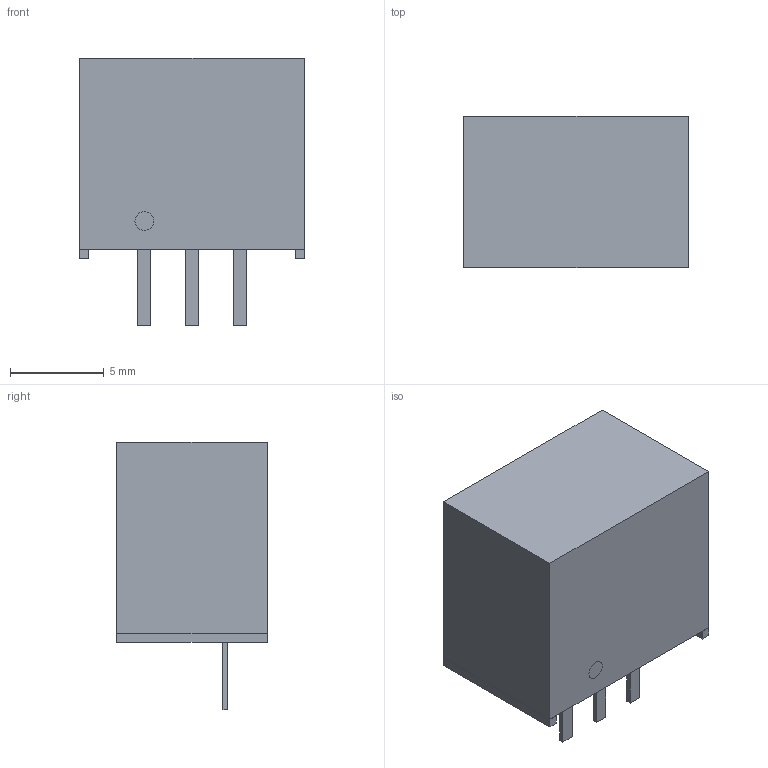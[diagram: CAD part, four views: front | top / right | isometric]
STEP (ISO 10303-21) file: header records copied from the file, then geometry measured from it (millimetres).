
FILE_DESCRIPTION(/* description */ (''),/* implementation_level */ '2;1');
FILE_NAME(/* name */ 'DCDC_TRACO_TSR0.5.stp',/* time_stamp */ '2015-03-18T11:22:17+01:00',/* author */ ('admchouv'),/* organization */ (''),/* preprocessor_version */ 'ST-DEVELOPER v15.5',/* originating_system */ 'AutoCAD Mechanical',/* authorisation */ '');
FILE_SCHEMA (('AUTOMOTIVE_DESIGN { 1 0 10303 214 3 1 1 }'));
Length unit declared in the file: millimetre
Products named in the file (1): Product
Bounding box: 12 x 8.05 x 14.3 mm (x, y, z)
Volume: 991.5 mm3; surface area: 662 mm2
Topology: 7 solids, 7 shells, 41 faces, 78 edges, 52 vertices
Faces by surface type: plane 39, cylinder 2
Full cylindrical faces by diameter (mm): 1 x2
Entity records: 1039 total; most frequent: CARTESIAN_POINT 170, DIRECTION 164, ORIENTED_EDGE 152, EDGE_CURVE 76, LINE 72, VECTOR 72, VERTEX_POINT 52, AXIS2_PLACEMENT_3D 46
